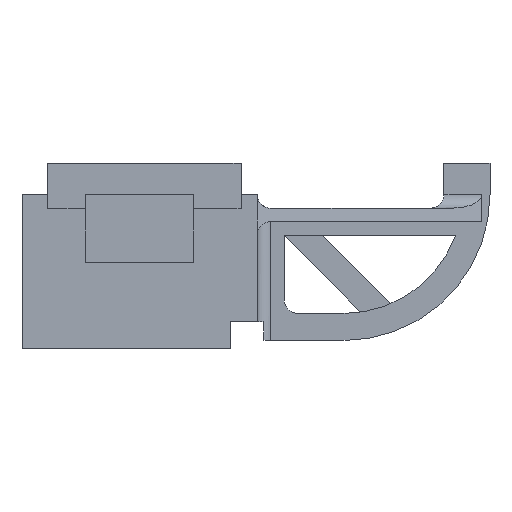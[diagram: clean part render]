
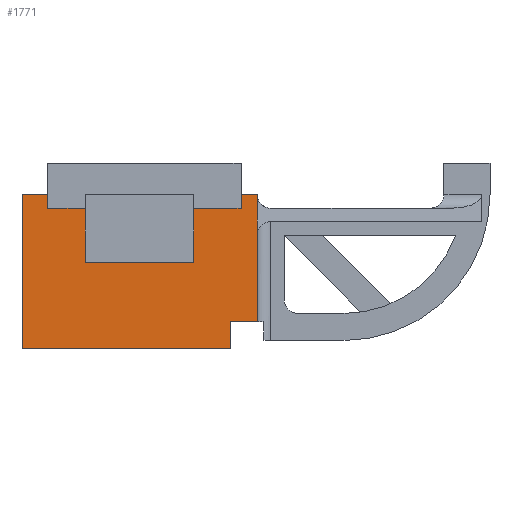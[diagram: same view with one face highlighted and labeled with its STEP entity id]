
A CAD part, left-side view. The second image highlights one B-rep face of the part: STEP entity #1771.
In plain terms, the highlighted planar face has unit normal (-1, 0, 0).
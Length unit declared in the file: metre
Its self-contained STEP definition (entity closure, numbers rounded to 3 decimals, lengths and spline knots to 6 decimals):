
#108=ORIENTED_EDGE('',*,*,#639,.F.);
#109=ORIENTED_EDGE('',*,*,#640,.T.);
#110=ORIENTED_EDGE('',*,*,#623,.F.);
#111=ORIENTED_EDGE('',*,*,#641,.T.);
#112=ORIENTED_EDGE('',*,*,#642,.T.);
#113=ORIENTED_EDGE('',*,*,#643,.T.);
#114=ORIENTED_EDGE('',*,*,#644,.T.);
#115=ORIENTED_EDGE('',*,*,#608,.F.);
#116=ORIENTED_EDGE('',*,*,#645,.T.);
#117=ORIENTED_EDGE('',*,*,#613,.F.);
#118=ORIENTED_EDGE('',*,*,#646,.F.);
#119=ORIENTED_EDGE('',*,*,#647,.F.);
#120=ORIENTED_EDGE('',*,*,#648,.F.);
#121=ORIENTED_EDGE('',*,*,#649,.T.);
#122=ORIENTED_EDGE('',*,*,#650,.T.);
#608=EDGE_CURVE('',#874,#875,#1044,.T.);
#613=EDGE_CURVE('',#878,#880,#1049,.T.);
#623=EDGE_CURVE('',#888,#889,#1059,.T.);
#639=EDGE_CURVE('',#904,#905,#1075,.T.);
#640=EDGE_CURVE('',#904,#889,#1076,.T.);
#641=EDGE_CURVE('',#888,#906,#1077,.T.);
#642=EDGE_CURVE('',#906,#907,#1078,.T.);
#643=EDGE_CURVE('',#907,#908,#1079,.T.);
#644=EDGE_CURVE('',#908,#875,#1080,.T.);
#645=EDGE_CURVE('',#874,#880,#1081,.T.);
#646=EDGE_CURVE('',#909,#878,#1082,.T.);
#647=EDGE_CURVE('',#910,#909,#1083,.T.);
#648=EDGE_CURVE('',#911,#910,#1084,.T.);
#649=EDGE_CURVE('',#911,#912,#1085,.T.);
#650=EDGE_CURVE('',#912,#905,#1086,.T.);
#874=VERTEX_POINT('',#2499);
#875=VERTEX_POINT('',#2501);
#878=VERTEX_POINT('',#2509);
#880=VERTEX_POINT('',#2512);
#888=VERTEX_POINT('',#2532);
#889=VERTEX_POINT('',#2533);
#904=VERTEX_POINT('',#2568);
#905=VERTEX_POINT('',#2569);
#906=VERTEX_POINT('',#2572);
#907=VERTEX_POINT('',#2574);
#908=VERTEX_POINT('',#2576);
#909=VERTEX_POINT('',#2580);
#910=VERTEX_POINT('',#2582);
#911=VERTEX_POINT('',#2584);
#912=VERTEX_POINT('',#2586);
#1044=LINE('',#2500,#1270);
#1049=LINE('',#2511,#1275);
#1059=LINE('',#2531,#1285);
#1075=LINE('',#2567,#1301);
#1076=LINE('',#2570,#1302);
#1077=LINE('',#2571,#1303);
#1078=LINE('',#2573,#1304);
#1079=LINE('',#2575,#1305);
#1080=LINE('',#2577,#1306);
#1081=LINE('',#2578,#1307);
#1082=LINE('',#2579,#1308);
#1083=LINE('',#2581,#1309);
#1084=LINE('',#2583,#1310);
#1085=LINE('',#2585,#1311);
#1086=LINE('',#2587,#1312);
#1270=VECTOR('',#2007,1.);
#1275=VECTOR('',#2014,1.);
#1285=VECTOR('',#2028,1.);
#1301=VECTOR('',#2052,1.);
#1302=VECTOR('',#2053,1.);
#1303=VECTOR('',#2054,1.);
#1304=VECTOR('',#2055,1.);
#1305=VECTOR('',#2056,1.);
#1306=VECTOR('',#2057,1.);
#1307=VECTOR('',#2058,1.);
#1308=VECTOR('',#2059,1.);
#1309=VECTOR('',#2060,1.);
#1310=VECTOR('',#2061,1.);
#1311=VECTOR('',#2062,1.);
#1312=VECTOR('',#2063,1.);
#1501=EDGE_LOOP('',(#108,#109,#110,#111,#112,#113,#114,#115,#116,#117,#118,
#119,#120,#121,#122));
#1597=FACE_BOUND('',#1501,.T.);
#1693=PLANE('',#1876);
#1771=ADVANCED_FACE('',(#1597),#1693,.F.);
#1876=AXIS2_PLACEMENT_3D('',#2566,#2050,#2051);
#2007=DIRECTION('',(0.,0.,-1.));
#2014=DIRECTION('',(0.,-1.,0.));
#2028=DIRECTION('',(0.,-1.,0.));
#2050=DIRECTION('',(1.,0.,0.));
#2051=DIRECTION('',(0.,0.,-1.));
#2052=DIRECTION('',(0.,-1.,0.));
#2053=DIRECTION('',(0.,0.,1.));
#2054=DIRECTION('',(0.,0.,-1.));
#2055=DIRECTION('',(0.,-1.,0.));
#2056=DIRECTION('',(0.,0.,1.));
#2057=DIRECTION('',(0.,-1.,0.));
#2058=DIRECTION('',(0.,0.,1.));
#2059=DIRECTION('',(0.,0.,1.));
#2060=DIRECTION('',(0.,-1.,0.));
#2061=DIRECTION('',(0.,0.,1.));
#2062=DIRECTION('',(0.,1.,0.));
#2063=DIRECTION('',(0.,0.,1.));
#2499=CARTESIAN_POINT('',(-0.004335,-0.004335,0.00318));
#2500=CARTESIAN_POINT('',(-0.004335,-0.004335,0.00448));
#2501=CARTESIAN_POINT('',(-0.004335,-0.004335,0.));
#2509=CARTESIAN_POINT('',(-0.004335,-0.00374,0.00468));
#2511=CARTESIAN_POINT('',(-0.004335,0.,0.00468));
#2512=CARTESIAN_POINT('',(-0.004335,-0.004335,0.00468));
#2531=CARTESIAN_POINT('',(-0.004335,0.,0.00468));
#2532=CARTESIAN_POINT('',(-0.004335,0.004335,0.00468));
#2533=CARTESIAN_POINT('',(-0.004335,0.00339,0.00468));
#2566=CARTESIAN_POINT('',(-0.004335,0.,0.00448));
#2567=CARTESIAN_POINT('',(-0.004335,0.003392,0.00418));
#2568=CARTESIAN_POINT('',(-0.004335,0.00339,0.00418));
#2569=CARTESIAN_POINT('',(-0.004335,0.002,0.00418));
#2570=CARTESIAN_POINT('',(-0.004335,0.00339,0.00443));
#2571=CARTESIAN_POINT('',(-0.004335,0.004335,0.00448));
#2572=CARTESIAN_POINT('',(-0.004335,0.004335,-0.001));
#2573=CARTESIAN_POINT('',(-0.004335,0.,-0.001));
#2574=CARTESIAN_POINT('',(-0.004335,-0.003335,-0.001));
#2575=CARTESIAN_POINT('',(-0.004335,-0.003335,-0.001));
#2576=CARTESIAN_POINT('',(-0.004335,-0.003335,0.));
#2577=CARTESIAN_POINT('',(-0.004335,0.,0.));
#2578=CARTESIAN_POINT('',(-0.004335,-0.004335,0.00368));
#2579=CARTESIAN_POINT('',(-0.004335,-0.00374,0.00443));
#2580=CARTESIAN_POINT('',(-0.004335,-0.00374,0.00418));
#2581=CARTESIAN_POINT('',(-0.004335,0.003392,0.00418));
#2582=CARTESIAN_POINT('',(-0.004335,-0.002,0.00418));
#2583=CARTESIAN_POINT('',(-0.004335,-0.002,0.00343));
#2584=CARTESIAN_POINT('',(-0.004335,-0.002,0.00268));
#2585=CARTESIAN_POINT('',(-0.004335,-0.002,0.00268));
#2586=CARTESIAN_POINT('',(-0.004335,0.002,0.00268));
#2587=CARTESIAN_POINT('',(-0.004335,0.002,0.00343));
